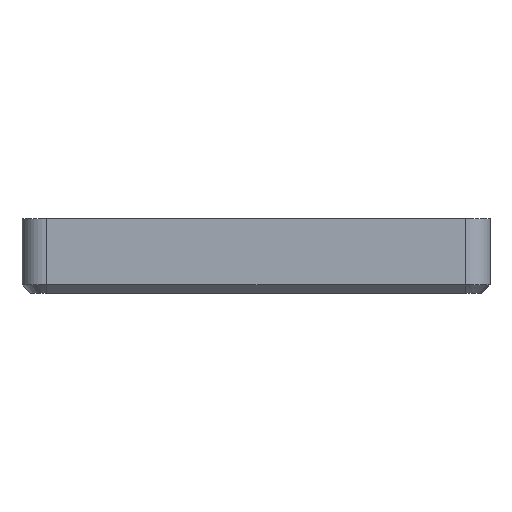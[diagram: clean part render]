
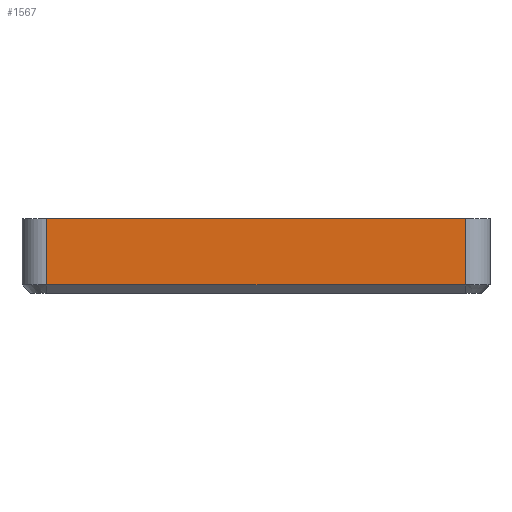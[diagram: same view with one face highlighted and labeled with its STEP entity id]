
A CAD part, left-side view. The second image highlights one B-rep face of the part: STEP entity #1567.
In plain terms, the highlighted planar face has unit normal (-1, 0, 0).
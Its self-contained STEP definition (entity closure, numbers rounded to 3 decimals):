
#1373=CARTESIAN_POINT('',(80.,26.9,9.15));
#1374=VERTEX_POINT('',#1373);
#1382=CARTESIAN_POINT('',(80.,-24.4,9.15));
#1383=VERTEX_POINT('',#1382);
#1384=CARTESIAN_POINT('',(80.,-24.4,9.15));
#1385=DIRECTION('',(-0.,1.,0.));
#1386=VECTOR('',#1385,51.3);
#1387=LINE('',#1384,#1386);
#1388=EDGE_CURVE('',#1383,#1374,#1387,.T.);
#1537=CARTESIAN_POINT('',(80.,3.116,3.234));
#1538=DIRECTION('',(-1.,0.,-0.));
#1539=DIRECTION('',(-0.,-0.,1.));
#1540=AXIS2_PLACEMENT_3D('',#1537,#1538,#1539);
#1541=PLANE('',#1540);
#1542=CARTESIAN_POINT('',(80.,26.9,1.05));
#1543=VERTEX_POINT('',#1542);
#1544=CARTESIAN_POINT('',(80.,26.9,9.15));
#1545=DIRECTION('',(0.,0.,-1.));
#1546=VECTOR('',#1545,8.1);
#1547=LINE('',#1544,#1546);
#1548=EDGE_CURVE('',#1374,#1543,#1547,.T.);
#1549=ORIENTED_EDGE('',*,*,#1548,.T.);
#1550=CARTESIAN_POINT('',(80.,-24.4,1.05));
#1551=VERTEX_POINT('',#1550);
#1552=CARTESIAN_POINT('',(80.,26.9,1.05));
#1553=DIRECTION('',(-0.,-1.,-0.));
#1554=VECTOR('',#1553,51.3);
#1555=LINE('',#1552,#1554);
#1556=EDGE_CURVE('',#1543,#1551,#1555,.T.);
#1557=ORIENTED_EDGE('',*,*,#1556,.T.);
#1558=CARTESIAN_POINT('',(80.,-24.4,1.05));
#1559=DIRECTION('',(-0.,-0.,1.));
#1560=VECTOR('',#1559,8.1);
#1561=LINE('',#1558,#1560);
#1562=EDGE_CURVE('',#1551,#1383,#1561,.T.);
#1563=ORIENTED_EDGE('',*,*,#1562,.T.);
#1564=ORIENTED_EDGE('',*,*,#1388,.T.);
#1565=EDGE_LOOP('',(#1549,#1557,#1563,#1564));
#1566=FACE_BOUND('',#1565,.T.);
#1567=ADVANCED_FACE('',(#1566),#1541,.T.);
